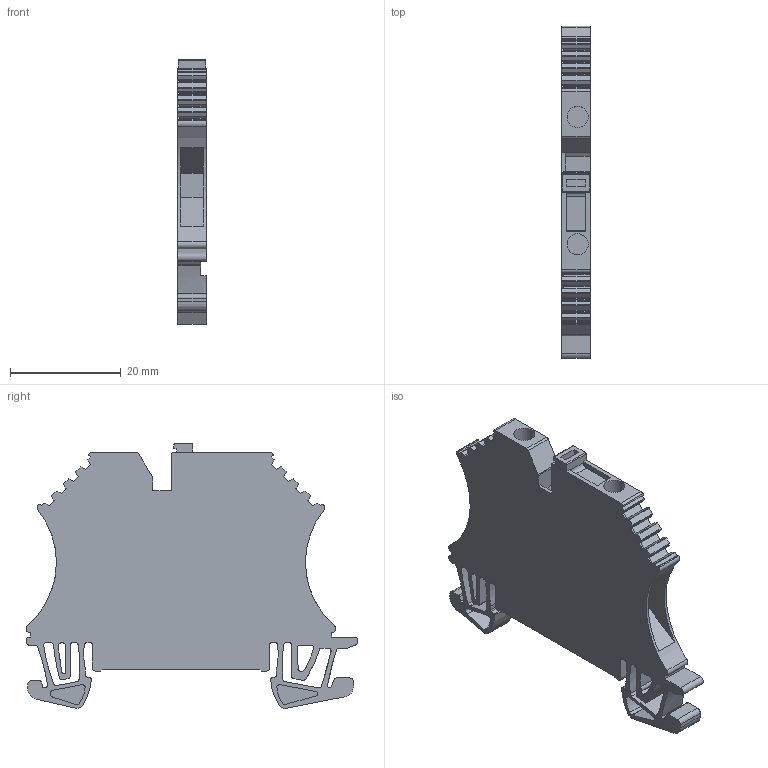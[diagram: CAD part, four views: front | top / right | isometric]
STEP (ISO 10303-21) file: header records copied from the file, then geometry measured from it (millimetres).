
FILE_DESCRIPTION(('CATIA V5R24 STEP','CAx-IF Rec.Pracs.--- Model Styling and Organization---1.2---2011-12-15'),'2;1');
FILE_NAME ('D1462896_0', '2017-09-18T07:08:52+00:00', ('Weidmueller Interface'), ('Weidmueller'), 'CATIA Version 5-6 Release 2014 SP4 HF52', 'CATIA V5 STEP AP214', 'none');
FILE_SCHEMA(('AUTOMOTIVE_DESIGN { 1 0 10303 214 1 1 1 1 }'));
Length unit declared in the file: millimetre
Products named in the file (1): v5-standard_part
Bounding box: 5.1 x 60 x 47.85 mm (x, y, z)
Volume: 8509.1 mm3; surface area: 6953 mm2
Topology: 2 solids, 2 shells, 385 faces, 1139 edges, 764 vertices
Faces by surface type: plane 248, cylinder 137
Entity records: 12668 total; most frequent: CARTESIAN_POINT 2319, ORIENTED_EDGE 2278, DIRECTION 1903, EDGE_CURVE 1139, VECTOR 833, LINE 833, VERTEX_POINT 764, AXIS2_PLACEMENT_3D 686
